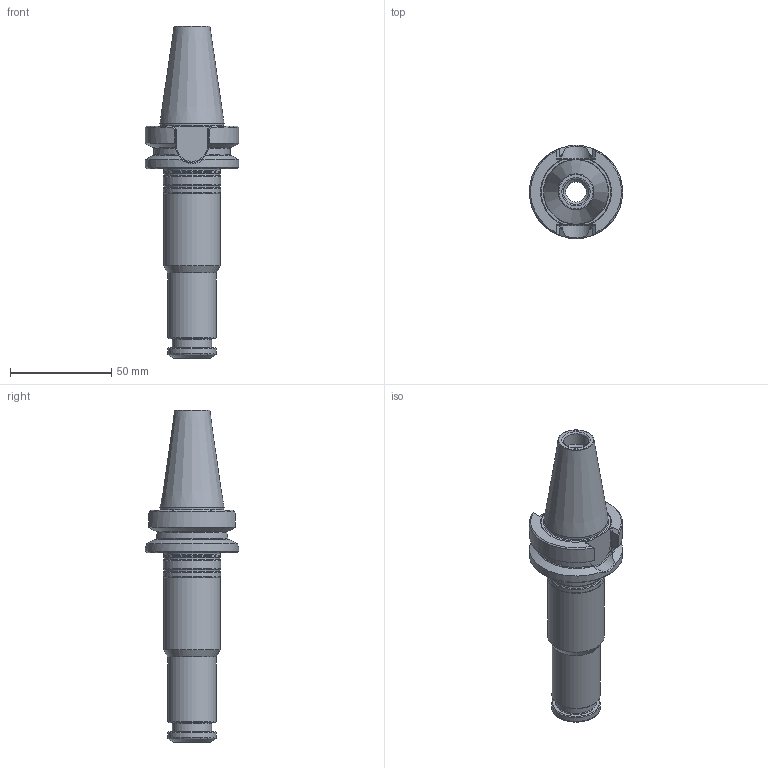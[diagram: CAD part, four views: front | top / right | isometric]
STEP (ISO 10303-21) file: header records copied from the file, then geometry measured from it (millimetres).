
FILE_DESCRIPTION(/* description */ (''),/* implementation_level */ '2;1');
FILE_NAME(/* name */ '413071566.stp',/* time_stamp */ '2022-02-08T12:39:12',/* author */ ('LRA'),/* organization */ ('REGO-FIX'),/* preprocessor_version */ ' Unknown',/* originating_system */ 'SIEMENS PLM Software Solid Edge ST10',/* authorization */ 'Unknown');
FILE_SCHEMA (('AUTOMOTIVE_DESIGN { 1 0 10303 214 2 1 1}'));
Length unit declared in the file: millimetre
Products named in the file (1): NOCUT
Bounding box: 46 x 46 x 163.9 mm (x, y, z)
Volume: 85150.1 mm3; surface area: 23595.3 mm2
Topology: 1 solids, 1 shells, 109 faces, 268 edges, 166 vertices
Faces by surface type: plane 35, cone 29, cylinder 23, torus 16, bspline 6
Full cylindrical faces by diameter (mm): 10.106 x2, 12.5 x1, 15 x1, 19.5 x1, 24 x2, 28 x1, 28.5 x3, 31.15 x1, 46 x1
Entity records: 3913 total; most frequent: CARTESIAN_POINT 829, DIRECTION 464, ORIENTED_EDGE 440, EDGE_CURVE 220, AXIS2_PLACEMENT_3D 205, VERTEX_POINT 158, EDGE_LOOP 156, FACE_BOUND 156
